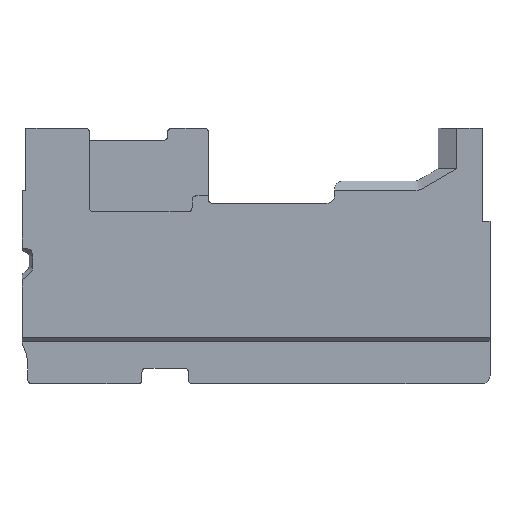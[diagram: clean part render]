
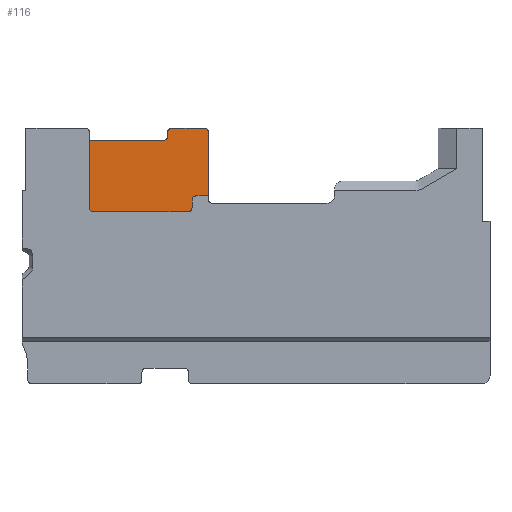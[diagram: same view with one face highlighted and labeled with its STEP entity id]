
A CAD part, top view. The second image highlights one B-rep face of the part: STEP entity #116.
In plain terms, the highlighted planar face has unit normal (0, 0, 1).
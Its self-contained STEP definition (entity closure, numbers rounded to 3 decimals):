
#81 = DIRECTION ( 'NONE',  ( 0., 0., -1. ) ) ;
#103 = CARTESIAN_POINT ( 'NONE',  ( -36870.125, -59259.991, 0.7 ) ) ;
#116 = ADVANCED_FACE ( 'NONE', ( #536 ), #2970, .T. ) ;
#124 = ORIENTED_EDGE ( 'NONE', *, *, #1328, .T. ) ;
#162 = EDGE_CURVE ( 'NONE', #1051, #3040, #2942, .T. ) ;
#180 = EDGE_CURVE ( 'NONE', #2533, #1138, #550, .T. ) ;
#327 = DIRECTION ( 'NONE',  ( -1., 0., 0. ) ) ;
#394 = CIRCLE ( 'NONE', #2102, 0.5 ) ;
#408 = DIRECTION ( 'NONE',  ( 0., -1., 0. ) ) ;
#420 = ORIENTED_EDGE ( 'NONE', *, *, #3136, .T. ) ;
#441 = DIRECTION ( 'NONE',  ( 1., 0., 0. ) ) ;
#446 = AXIS2_PLACEMENT_3D ( 'NONE', #1573, #2569, #2848 ) ;
#450 = CARTESIAN_POINT ( 'NONE',  ( -36882.876, -59260.491, 0.7 ) ) ;
#454 = CARTESIAN_POINT ( 'NONE',  ( -36873.266, -59250.763, 0.7 ) ) ;
#512 = CARTESIAN_POINT ( 'NONE',  ( -36870.125, -59258.974, 0.7 ) ) ;
#536 = FACE_OUTER_BOUND ( 'NONE', #2039, .T. ) ;
#550 = CIRCLE ( 'NONE', #1795, 0.5 ) ;
#582 = LINE ( 'NONE', #612, #590 ) ;
#590 = VECTOR ( 'NONE', #1125, 1000. ) ;
#599 = CARTESIAN_POINT ( 'NONE',  ( -36868.008, -59258.474, 0.7 ) ) ;
#609 = VERTEX_POINT ( 'NONE', #2743 ) ;
#612 = CARTESIAN_POINT ( 'NONE',  ( -36882.876, -59260.491, 0.7 ) ) ;
#624 = VERTEX_POINT ( 'NONE', #1257 ) ;
#645 = CIRCLE ( 'NONE', #965, 0.5 ) ;
#651 = DIRECTION ( 'NONE',  ( 0., 0., -1. ) ) ;
#661 = LINE ( 'NONE', #1653, #2185 ) ;
#736 = CARTESIAN_POINT ( 'NONE',  ( -36883.376, -59251.263, 0.7 ) ) ;
#738 = EDGE_CURVE ( 'NONE', #1059, #867, #852, .T. ) ;
#776 = VECTOR ( 'NONE', #1173, 1000. ) ;
#799 = CIRCLE ( 'NONE', #446, 0.5 ) ;
#803 = ORIENTED_EDGE ( 'NONE', *, *, #1305, .F. ) ;
#831 = CARTESIAN_POINT ( 'NONE',  ( -36873.266, -59251.763, 0.7 ) ) ;
#841 = DIRECTION ( 'NONE',  ( -1., 0., 0. ) ) ;
#852 = LINE ( 'NONE', #831, #2261 ) ;
#867 = VERTEX_POINT ( 'NONE', #454 ) ;
#891 = DIRECTION ( 'NONE',  ( 1., 0., 0. ) ) ;
#905 = LINE ( 'NONE', #736, #2955 ) ;
#927 = ORIENTED_EDGE ( 'NONE', *, *, #1078, .T. ) ;
#965 = AXIS2_PLACEMENT_3D ( 'NONE', #1182, #2651, #891 ) ;
#977 = CARTESIAN_POINT ( 'NONE',  ( -36870.125, -59258.474, 0.7 ) ) ;
#1012 = DIRECTION ( 'NONE',  ( 0., -1., 0. ) ) ;
#1051 = VERTEX_POINT ( 'NONE', #3041 ) ;
#1053 = DIRECTION ( 'NONE',  ( 1., 0., 0. ) ) ;
#1059 = VERTEX_POINT ( 'NONE', #1593 ) ;
#1076 = ORIENTED_EDGE ( 'NONE', *, *, #738, .T. ) ;
#1078 = EDGE_CURVE ( 'NONE', #609, #1813, #1827, .T. ) ;
#1125 = DIRECTION ( 'NONE',  ( 1., 0., 0. ) ) ;
#1138 = VERTEX_POINT ( 'NONE', #103 ) ;
#1164 = ORIENTED_EDGE ( 'NONE', *, *, #3019, .T. ) ;
#1173 = DIRECTION ( 'NONE',  ( 0., 1., 0. ) ) ;
#1182 = CARTESIAN_POINT ( 'NONE',  ( -36868.508, -59250.234, 0.7 ) ) ;
#1208 = ORIENTED_EDGE ( 'NONE', *, *, #2708, .T. ) ;
#1212 = LINE ( 'NONE', #977, #2755 ) ;
#1257 = CARTESIAN_POINT ( 'NONE',  ( -36883.376, -59259.991, 0.7 ) ) ;
#1274 = ORIENTED_EDGE ( 'NONE', *, *, #2050, .T. ) ;
#1305 = EDGE_CURVE ( 'NONE', #1059, #1813, #3010, .T. ) ;
#1319 = VERTEX_POINT ( 'NONE', #1659 ) ;
#1328 = EDGE_CURVE ( 'NONE', #1138, #2182, #3163, .T. ) ;
#1338 = CARTESIAN_POINT ( 'NONE',  ( -36869.625, -59258.974, 0.7 ) ) ;
#1346 = VECTOR ( 'NONE', #1012, 1000. ) ;
#1379 = DIRECTION ( 'NONE',  ( 0., 0., -1. ) ) ;
#1451 = ORIENTED_EDGE ( 'NONE', *, *, #1853, .F. ) ;
#1468 = ORIENTED_EDGE ( 'NONE', *, *, #1610, .T. ) ;
#1513 = DIRECTION ( 'NONE',  ( 0., 0., 1. ) ) ;
#1556 = CIRCLE ( 'NONE', #1764, 0.5 ) ;
#1573 = CARTESIAN_POINT ( 'NONE',  ( -36882.876, -59259.991, 0.7 ) ) ;
#1589 = CARTESIAN_POINT ( 'NONE',  ( -36873.266, -59251.263, 0.7 ) ) ;
#1593 = CARTESIAN_POINT ( 'NONE',  ( -36873.266, -59250.234, 0.7 ) ) ;
#1609 = CARTESIAN_POINT ( 'NONE',  ( -36873.266, -59249.734, 0.7 ) ) ;
#1610 = EDGE_CURVE ( 'NONE', #624, #2463, #799, .T. ) ;
#1643 = DIRECTION ( 'NONE',  ( 1., 0., 0. ) ) ;
#1650 = CARTESIAN_POINT ( 'NONE',  ( -36873.766, -59250.763, 0.7 ) ) ;
#1653 = CARTESIAN_POINT ( 'NONE',  ( -36870.125, -59258.474, 0.7 ) ) ;
#1659 = CARTESIAN_POINT ( 'NONE',  ( -36868.011, -59258.474, 0.7 ) ) ;
#1665 = EDGE_CURVE ( 'NONE', #609, #1051, #645, .T. ) ;
#1682 = VECTOR ( 'NONE', #841, 1000. ) ;
#1731 = EDGE_CURVE ( 'NONE', #3040, #1319, #661, .T. ) ;
#1755 = DIRECTION ( 'NONE',  ( 0., 0., 1. ) ) ;
#1764 = AXIS2_PLACEMENT_3D ( 'NONE', #1650, #1379, #441 ) ;
#1795 = AXIS2_PLACEMENT_3D ( 'NONE', #2221, #1513, #2508 ) ;
#1813 = VERTEX_POINT ( 'NONE', #2522 ) ;
#1827 = LINE ( 'NONE', #1609, #3101 ) ;
#1853 = EDGE_CURVE ( 'NONE', #1319, #2826, #1212, .T. ) ;
#1902 = ORIENTED_EDGE ( 'NONE', *, *, #1731, .F. ) ;
#1935 = CARTESIAN_POINT ( 'NONE',  ( -36869.625, -59258.474, 0.7 ) ) ;
#2003 = CARTESIAN_POINT ( 'NONE',  ( -36868.008, -59259.404, 0.7 ) ) ;
#2011 = VERTEX_POINT ( 'NONE', #2040 ) ;
#2039 = EDGE_LOOP ( 'NONE', ( #1164, #2924, #124, #420, #1451, #1902, #2307, #3020, #927, #803, #1076, #3013, #1208, #1274, #1468 ) ) ;
#2040 = CARTESIAN_POINT ( 'NONE',  ( -36873.766, -59251.263, 0.7 ) ) ;
#2050 = EDGE_CURVE ( 'NONE', #2071, #624, #905, .T. ) ;
#2058 = EDGE_CURVE ( 'NONE', #867, #2011, #1556, .T. ) ;
#2071 = VERTEX_POINT ( 'NONE', #2872 ) ;
#2081 = AXIS2_PLACEMENT_3D ( 'NONE', #2750, #1755, #2479 ) ;
#2102 = AXIS2_PLACEMENT_3D ( 'NONE', #1338, #81, #1053 ) ;
#2165 = DIRECTION ( 'NONE',  ( -1., 0., 0. ) ) ;
#2182 = VERTEX_POINT ( 'NONE', #512 ) ;
#2185 = VECTOR ( 'NONE', #2165, 1000. ) ;
#2221 = CARTESIAN_POINT ( 'NONE',  ( -36870.625, -59259.991, 0.7 ) ) ;
#2261 = VECTOR ( 'NONE', #408, 1000. ) ;
#2307 = ORIENTED_EDGE ( 'NONE', *, *, #162, .F. ) ;
#2417 = CARTESIAN_POINT ( 'NONE',  ( -36870.125, -59259.991, 0.7 ) ) ;
#2434 = CARTESIAN_POINT ( 'NONE',  ( -36870.625, -59260.491, 0.7 ) ) ;
#2463 = VERTEX_POINT ( 'NONE', #450 ) ;
#2479 = DIRECTION ( 'NONE',  ( 1., 0., 0. ) ) ;
#2508 = DIRECTION ( 'NONE',  ( 1., 0., 0. ) ) ;
#2522 = CARTESIAN_POINT ( 'NONE',  ( -36872.766, -59249.734, 0.7 ) ) ;
#2533 = VERTEX_POINT ( 'NONE', #2434 ) ;
#2569 = DIRECTION ( 'NONE',  ( 0., 0., 1. ) ) ;
#2651 = DIRECTION ( 'NONE',  ( 0., 0., -1. ) ) ;
#2708 = EDGE_CURVE ( 'NONE', #2011, #2071, #2802, .T. ) ;
#2743 = CARTESIAN_POINT ( 'NONE',  ( -36868.508, -59249.734, 0.7 ) ) ;
#2750 = CARTESIAN_POINT ( 'NONE',  ( -36882.876, -59259.991, 0.7 ) ) ;
#2755 = VECTOR ( 'NONE', #2953, 1000. ) ;
#2802 = LINE ( 'NONE', #1589, #1682 ) ;
#2826 = VERTEX_POINT ( 'NONE', #1935 ) ;
#2848 = DIRECTION ( 'NONE',  ( 1., 0., 0. ) ) ;
#2872 = CARTESIAN_POINT ( 'NONE',  ( -36883.376, -59251.263, 0.7 ) ) ;
#2902 = DIRECTION ( 'NONE',  ( 0., -1., 0. ) ) ;
#2924 = ORIENTED_EDGE ( 'NONE', *, *, #180, .T. ) ;
#2942 = LINE ( 'NONE', #2003, #1346 ) ;
#2953 = DIRECTION ( 'NONE',  ( -1., 0., 0. ) ) ;
#2955 = VECTOR ( 'NONE', #2902, 1000. ) ;
#2970 = PLANE ( 'NONE',  #2081 ) ;
#3010 = CIRCLE ( 'NONE', #3159, 0.5 ) ;
#3013 = ORIENTED_EDGE ( 'NONE', *, *, #2058, .T. ) ;
#3019 = EDGE_CURVE ( 'NONE', #2463, #2533, #582, .T. ) ;
#3020 = ORIENTED_EDGE ( 'NONE', *, *, #1665, .F. ) ;
#3040 = VERTEX_POINT ( 'NONE', #599 ) ;
#3041 = CARTESIAN_POINT ( 'NONE',  ( -36868.008, -59250.234, 0.7 ) ) ;
#3101 = VECTOR ( 'NONE', #327, 1000. ) ;
#3136 = EDGE_CURVE ( 'NONE', #2182, #2826, #394, .T. ) ;
#3159 = AXIS2_PLACEMENT_3D ( 'NONE', #3179, #651, #1643 ) ;
#3163 = LINE ( 'NONE', #2417, #776 ) ;
#3179 = CARTESIAN_POINT ( 'NONE',  ( -36872.766, -59250.234, 0.7 ) ) ;
